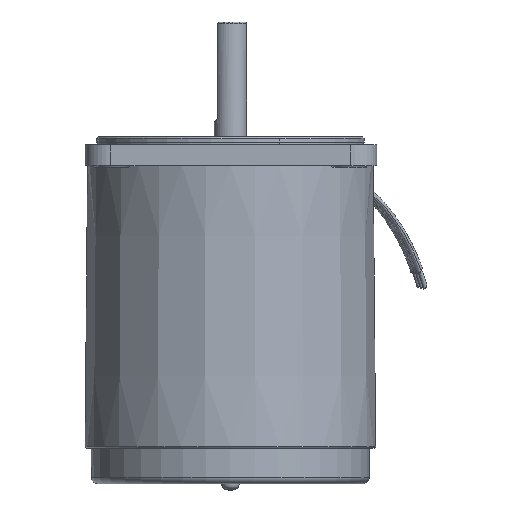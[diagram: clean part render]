
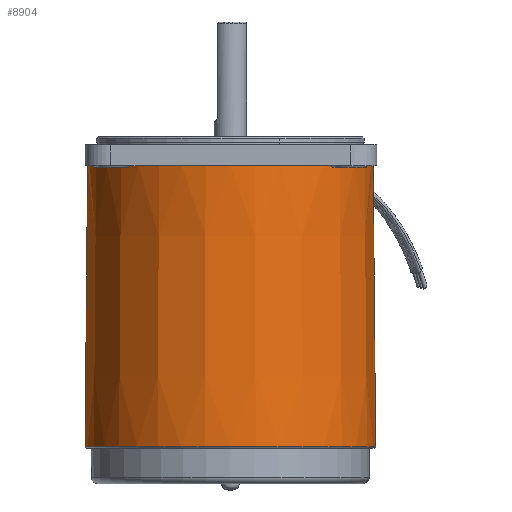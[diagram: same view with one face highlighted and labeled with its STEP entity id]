
A CAD part, left-side view. The second image highlights one B-rep face of the part: STEP entity #8904.
In plain terms, the highlighted conical face has half-angle 0.5 degrees and reference radius 45.1 mm.
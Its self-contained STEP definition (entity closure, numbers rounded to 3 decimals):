
#782 = VERTEX_POINT ( 'NONE', #9178 ) ;
#785 = VERTEX_POINT ( 'NONE', #9169 ) ;
#5144 = CARTESIAN_POINT ( 'NONE',  ( 0., 0., -45.1 ) ) ;
#5149 = DIRECTION ( 'NONE',  ( 0., 0., 1. ) ) ;
#5150 = DIRECTION ( 'NONE',  ( 1., 0., 0. ) ) ;
#5153 = AXIS2_PLACEMENT_3D ( 'NONE', #5162, #5150, #5149 ) ;
#5162 = CARTESIAN_POINT ( 'NONE',  ( 11.504, 0., 0. ) ) ;
#5168 = CIRCLE ( 'NONE', #5153, 45. ) ;
#5170 = LINE ( 'NONE', #5229, #5228 ) ;
#5173 = AXIS2_PLACEMENT_3D ( 'NONE', #5233, #5180, #5179 ) ;
#5179 = DIRECTION ( 'NONE',  ( 0., 0., -1. ) ) ;
#5180 = DIRECTION ( 'NONE',  ( -1., 0., 0. ) ) ;
#5181 = DIRECTION ( 'NONE',  ( -1., 0., -0.009 ) ) ;
#5182 = VECTOR ( 'NONE', #5181, 1000. ) ;
#5190 = LINE ( 'NONE', #5144, #5182 ) ;
#5226 = CONICAL_SURFACE ( 'NONE', #5173, 45.1, 0.009 ) ;
#5227 = DIRECTION ( 'NONE',  ( -1., 0., 0.009 ) ) ;
#5228 = VECTOR ( 'NONE', #5227, 1000. ) ;
#5229 = CARTESIAN_POINT ( 'NONE',  ( 0., 0., 45.1 ) ) ;
#5231 = FACE_OUTER_BOUND ( 'NONE', #9587, .T. ) ;
#5233 = CARTESIAN_POINT ( 'NONE',  ( 0., 0., 0. ) ) ;
#5236 = DIRECTION ( 'NONE',  ( 0., 0., -1. ) ) ;
#5237 = DIRECTION ( 'NONE',  ( 1., 0., 0. ) ) ;
#5241 = CARTESIAN_POINT ( 'NONE',  ( 98.5, 0., 0. ) ) ;
#5242 = CARTESIAN_POINT ( 'NONE',  ( 98.5, 0., 44.24 ) ) ;
#5244 = CIRCLE ( 'NONE', #5250, 44.24 ) ;
#5250 = AXIS2_PLACEMENT_3D ( 'NONE', #5241, #5237, #5236 ) ;
#5252 = CARTESIAN_POINT ( 'NONE',  ( 98.5, 0., -44.24 ) ) ;
#8358 = ORIENTED_EDGE ( 'NONE', *, *, #8782, .T. ) ;
#8782 = EDGE_CURVE ( 'NONE', #785, #782, #5168, .T. ) ;
#8783 = ORIENTED_EDGE ( 'NONE', *, *, #8864, .T. ) ;
#8792 = ORIENTED_EDGE ( 'NONE', *, *, #8802, .F. ) ;
#8802 = EDGE_CURVE ( 'NONE', #9576, #782, #5190, .T. ) ;
#8826 = ORIENTED_EDGE ( 'NONE', *, *, #9574, .F. ) ;
#8864 = EDGE_CURVE ( 'NONE', #9575, #785, #5170, .T. ) ;
#8904 = ADVANCED_FACE ( 'NONE', ( #5231 ), #5226, .T. ) ;
#9169 = CARTESIAN_POINT ( 'NONE',  ( 11.504, 0., 45. ) ) ;
#9178 = CARTESIAN_POINT ( 'NONE',  ( 11.504, 0., -45. ) ) ;
#9574 = EDGE_CURVE ( 'NONE', #9575, #9576, #5244, .T. ) ;
#9575 = VERTEX_POINT ( 'NONE', #5242 ) ;
#9576 = VERTEX_POINT ( 'NONE', #5252 ) ;
#9587 = EDGE_LOOP ( 'NONE', ( #8826, #8783, #8358, #8792 ) ) ;
